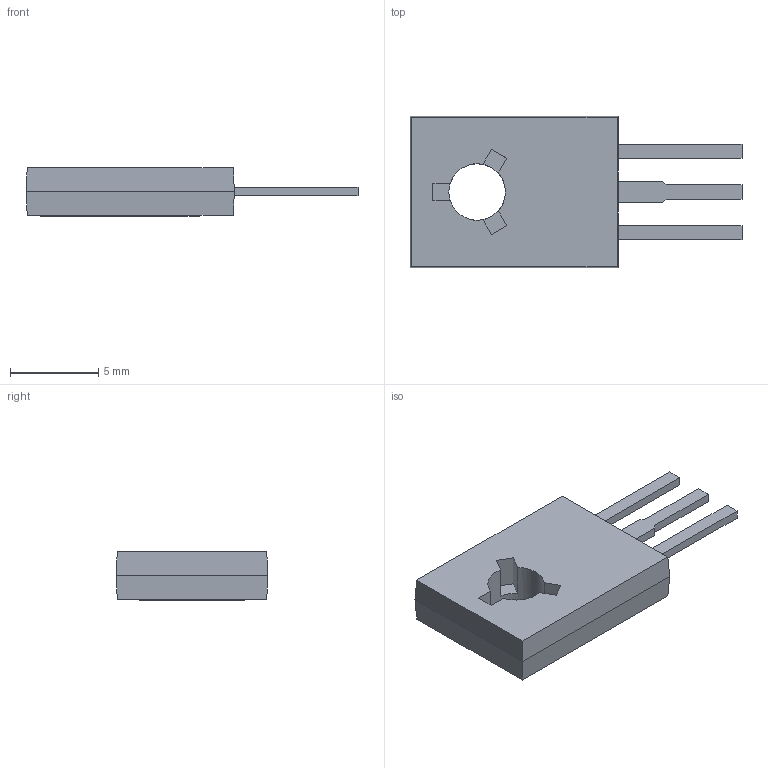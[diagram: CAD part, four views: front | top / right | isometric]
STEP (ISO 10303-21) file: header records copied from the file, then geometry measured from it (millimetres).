
FILE_DESCRIPTION(/* description */ (''),/* implementation_level */ '2;1');
FILE_NAME(/* name */ 'TO-126_vertical.step',/* time_stamp */ '2022-05-08T21:28:27+06:00',/* author */ (''),/* organization */ (''),/* preprocessor_version */ 'ST-DEVELOPER v18.1',/* originating_system */ 'Autodesk Translation Framework v10.14.0.1471',/* authorisation */ '');
FILE_SCHEMA (('AUTOMOTIVE_DESIGN { 1 0 10303 214 3 1 1 }'));
Length unit declared in the file: millimetre
Products named in the file (1): TO-126_vertical_line
Bounding box: 18.8 x 8.6 x 2.75 mm (x, y, z)
Volume: 254.5 mm3; surface area: 387 mm2
Topology: 1 solids, 1 shells, 49 faces, 131 edges, 86 vertices
Faces by surface type: plane 47, cylinder 2
Full cylindrical faces by diameter (mm): 3.2 x1, 3.6 x1
Entity records: 1610 total; most frequent: CARTESIAN_POINT 267, ORIENTED_EDGE 262, DIRECTION 241, EDGE_CURVE 131, LINE 121, VECTOR 121, VERTEX_POINT 86, AXIS2_PLACEMENT_3D 60
